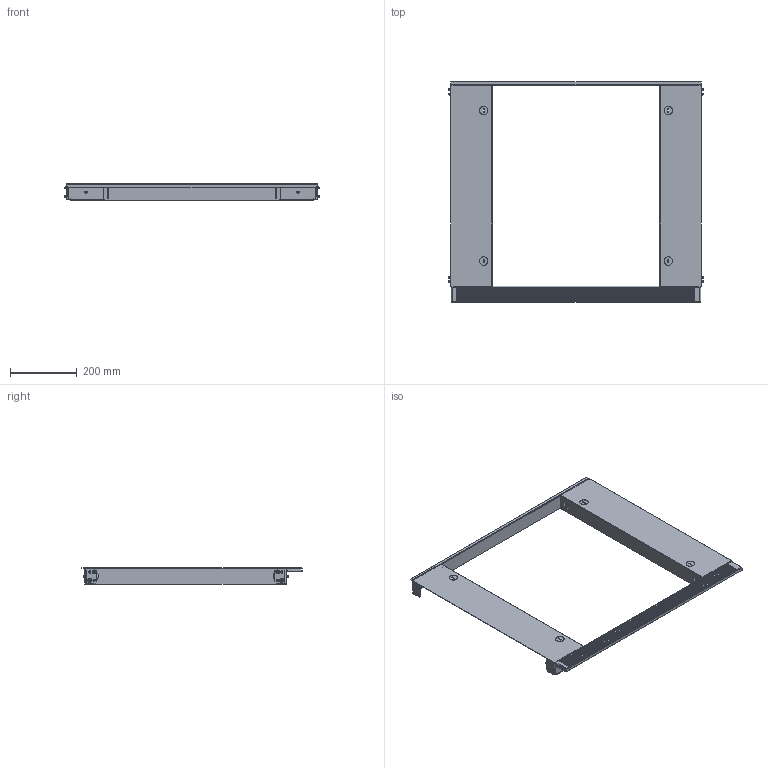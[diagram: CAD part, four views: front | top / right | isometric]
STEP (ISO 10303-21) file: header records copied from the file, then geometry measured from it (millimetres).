
FILE_DESCRIPTION(('STEP AP214'),'1');
FILE_NAME('cctmp_CBB5D01C-6C3F-4544-B7AB-66BA5B6AA360_2024_05_06_11_44_56_0029..stp','2024-05-06T09:44:57',('SIEMENS A&D'),('CADClick - www.CADClick.com'),'Spatial InterOp 3D',' ','unknown authorization');
FILE_SCHEMA(('AUTOMOTIVE_DESIGN'));
Length unit declared in the file: millimetre
Products named in the file (29): cc_unnamed; 2024_05_06_11_44_55_0997; 2024_05_06_11_44_55_0953; 2024_05_06_11_44_55_0922; 2024_05_06_11_44_55_0891; 2024_05_06_11_44_55_0860; 2024_05_06_11_44_55_0828; 2024_05_06_11_44_55_0797; 2024_05_06_11_44_55_0766; 2024_05_06_11_44_55_0735; 2024_05_06_11_44_55_0703; 2024_05_06_11_44_55_0672; 2024_05_06_11_44_55_0641; 2024_05_06_11_44_55_0610; 2024_05_06_11_44_55_0578; 2024_05_06_11_44_55_0547; 2024_05_06_11_44_55_0516; 2024_05_06_11_44_55_0485; 2024_05_06_11_44_55_0453; 2024_05_06_11_44_55_0422; 2024_05_06_11_44_55_0391; 2024_05_06_11_44_55_0360; 2024_05_06_11_44_55_0328; 2024_05_06_11_44_55_0297; 2024_05_06_11_44_55_0266; 2024_05_06_11_44_55_0203; 2024_05_06_11_44_55_0172; 2024_05_06_11_44_55_0141; 2024_05_06_11_44_55_0110
Assembly tree (28 placements, depth 2):
  cc_unnamed
    2024_05_06_11_44_55_0997
    2024_05_06_11_44_55_0953
    2024_05_06_11_44_55_0922
    2024_05_06_11_44_55_0891
    2024_05_06_11_44_55_0860
    2024_05_06_11_44_55_0828
    2024_05_06_11_44_55_0797
    2024_05_06_11_44_55_0766
    2024_05_06_11_44_55_0735
    2024_05_06_11_44_55_0703
    2024_05_06_11_44_55_0672
    2024_05_06_11_44_55_0641
    2024_05_06_11_44_55_0610
    2024_05_06_11_44_55_0578
    2024_05_06_11_44_55_0547
    2024_05_06_11_44_55_0516
    2024_05_06_11_44_55_0485
    2024_05_06_11_44_55_0453
    2024_05_06_11_44_55_0422
    2024_05_06_11_44_55_0391
    2024_05_06_11_44_55_0360
    2024_05_06_11_44_55_0328
    2024_05_06_11_44_55_0297
    2024_05_06_11_44_55_0266
    2024_05_06_11_44_55_0203
    2024_05_06_11_44_55_0172
    2024_05_06_11_44_55_0141
    2024_05_06_11_44_55_0110
Bounding box: 766 x 660 x 48 mm (x, y, z)
Volume: 532377.2 mm3; surface area: 719379.7 mm2
Topology: 28 solids, 28 shells, 1108 faces, 2972 edges, 1956 vertices
Faces by surface type: plane 798, cylinder 230, cone 80
Entity records: 44822 total; most frequent: CARTESIAN_POINT 6065, ORIENTED_EDGE 5944, DIRECTION 5806, EDGE_CURVE 2972, LINE 2412, VECTOR 2412, VERTEX_POINT 1956, AXIS2_PLACEMENT_3D 1697
